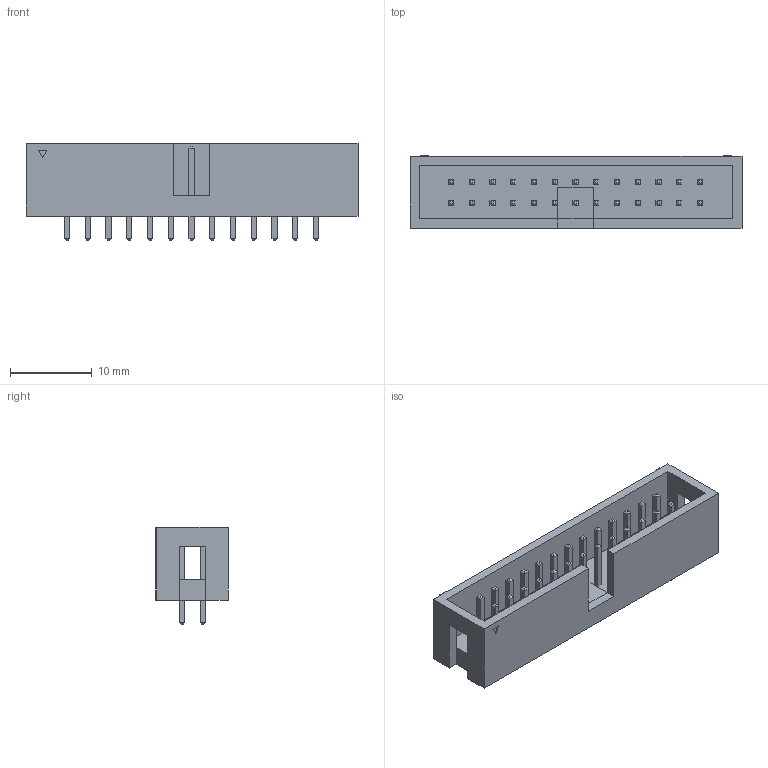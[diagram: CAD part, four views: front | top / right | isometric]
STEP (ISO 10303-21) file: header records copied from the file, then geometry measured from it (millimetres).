
FILE_DESCRIPTION(('FreeCAD Model'),'2;1');
FILE_NAME('ml_26_v.stp','2015-04-11T13:59:51',( 'FreeCAD'),('FreeCAD'),'Open CASCADE STEP processor 6.7','FreeCAD', 'Unknown');
FILE_SCHEMA(('AUTOMOTIVE_DESIGN_CC2 { 1 2 10303 214 -1 1 5 4 }'));
Length unit declared in the file: millimetre
Products named in the file (2): LinearPattern001; Array
Bounding box: 40.64 x 8.9 x 11.9 mm (x, y, z)
Volume: 1630 mm3; surface area: 2879.1 mm2
Topology: 27 solids, 27 shells, 516 faces, 1057 edges, 596 vertices
Faces by surface type: plane 512, cylinder 4
Full cylindrical faces by diameter (mm): 0.6 x4
Entity records: 27141 total; most frequent: CARTESIAN_POINT 4348, DIRECTION 4189, LINE 3139, VECTOR 3139, ORIENTED_EDGE 2114, PCURVE 2114, DEFINITIONAL_REPRESENTATION 2114, EDGE_CURVE 1057
